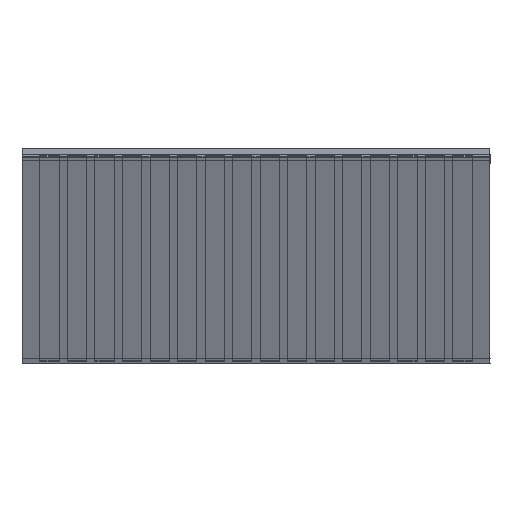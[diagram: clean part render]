
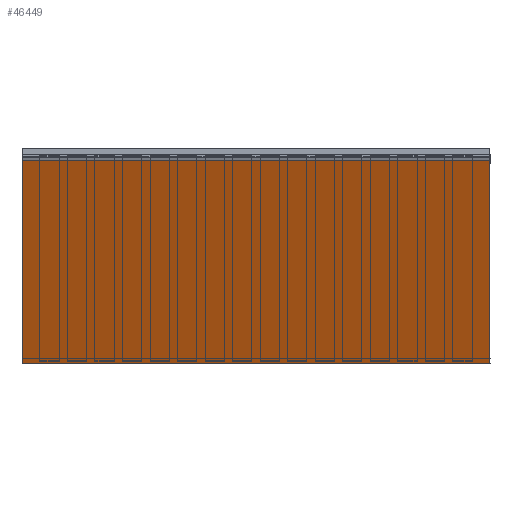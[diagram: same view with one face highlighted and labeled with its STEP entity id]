
A CAD part, left-side view. The second image highlights one B-rep face of the part: STEP entity #46449.
In plain terms, the highlighted planar face has unit normal (-0.915, 0, -0.403).
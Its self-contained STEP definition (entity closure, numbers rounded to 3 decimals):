
#24=B_SPLINE_CURVE_WITH_KNOTS('',3,(#66075,#66076,#66077,#66078),
 .UNSPECIFIED.,.F.,.F.,(4,4),(0.,1.),.UNSPECIFIED.);
#6485=ORIENTED_EDGE('',*,*,#14606,.F.);
#6486=ORIENTED_EDGE('',*,*,#14773,.F.);
#6487=ORIENTED_EDGE('',*,*,#14598,.T.);
#6488=ORIENTED_EDGE('',*,*,#14775,.T.);
#14598=EDGE_CURVE('',#18076,#18075,#22824,.T.);
#14606=EDGE_CURVE('',#18082,#18083,#22832,.T.);
#14773=EDGE_CURVE('',#18076,#18082,#24,.T.);
#14775=EDGE_CURVE('',#18075,#18083,#23000,.T.);
#18075=VERTEX_POINT('',#65711);
#18076=VERTEX_POINT('',#65713);
#18082=VERTEX_POINT('',#65727);
#18083=VERTEX_POINT('',#65729);
#22824=LINE('',#65712,#27772);
#22832=LINE('',#65728,#27780);
#23000=LINE('',#66082,#27948);
#27772=VECTOR('',#55823,1000.);
#27780=VECTOR('',#55833,1000.);
#27948=VECTOR('',#56049,1000.);
#29686=EDGE_LOOP('',(#6485,#6486,#6487,#6488));
#31362=FACE_BOUND('',#29686,.T.);
#33038=PLANE('',#48132);
#46449=ADVANCED_FACE('',(#31362),#33038,.T.);
#48132=AXIS2_PLACEMENT_3D('',#66081,#56047,#56048);
#55823=DIRECTION('',(0.403,0.,-0.915));
#55833=DIRECTION('',(0.403,0.,-0.915));
#56047=DIRECTION('',(-0.915,0.,-0.403));
#56048=DIRECTION('',(-0.403,0.,0.915));
#56049=DIRECTION('',(0.,-1.,0.));
#65711=CARTESIAN_POINT('',(38.3,17.,-7.575));
#65712=CARTESIAN_POINT('',(35.04,17.,-0.167));
#65713=CARTESIAN_POINT('',(35.04,17.,-0.167));
#65727=CARTESIAN_POINT('',(35.04,0.,-0.167));
#65728=CARTESIAN_POINT('',(35.04,0.,-0.167));
#65729=CARTESIAN_POINT('',(38.3,0.,-7.575));
#66075=CARTESIAN_POINT('',(35.04,17.,-0.167));
#66076=CARTESIAN_POINT('',(35.04,11.333,-0.167));
#66077=CARTESIAN_POINT('',(35.04,5.667,-0.167));
#66078=CARTESIAN_POINT('',(35.04,0.,-0.167));
#66081=CARTESIAN_POINT('',(35.04,17.,-0.167));
#66082=CARTESIAN_POINT('',(38.3,17.,-7.575));
